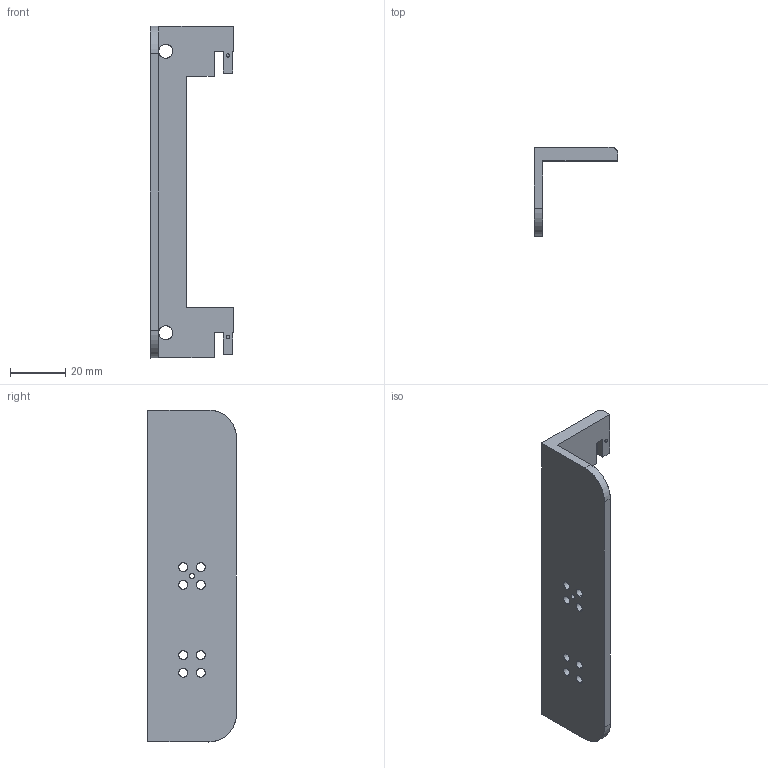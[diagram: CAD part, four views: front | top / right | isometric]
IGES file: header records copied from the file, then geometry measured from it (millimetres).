
Start section: SolidWorks IGES file using analytic representation for surfaces
Global section: file name: Head-Camera-Support-V2.IGS; native system: SolidWorks 2006 by SolidWorks Corporation; preprocessor: SolidWorks 2006 by SolidWorks Corporation; author: leinad; date: 080605.115645; units: inch
Bounding box: 30 x 32 x 119.8 mm (x, y, z)
Surface area: 12708.6 mm2 (no closed solid volume)
Topology: 0 solids, 0 shells, 56 faces, 1300 edges, 1456 vertices
Faces by surface type: revolution 32, bspline 24
